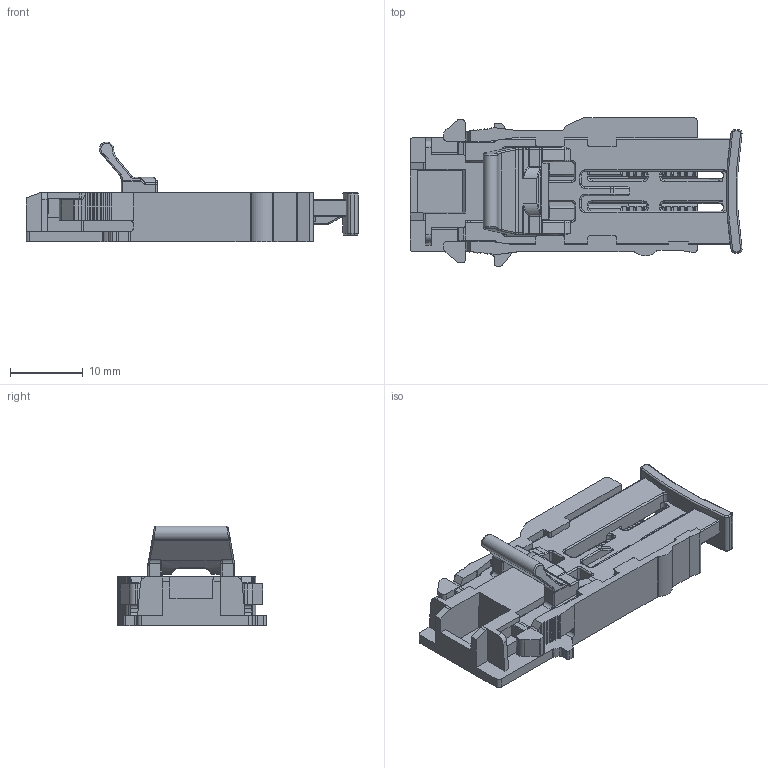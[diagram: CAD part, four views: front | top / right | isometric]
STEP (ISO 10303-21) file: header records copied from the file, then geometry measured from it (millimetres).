
FILE_DESCRIPTION((''),'2;1');
FILE_NAME('ZST_WA1_LI_MIT_SCHIEBER_3D_VOL','2014-08-14T',('Frank Ludolph'),(''),'PRO/ENGINEER BY PARAMETRIC TECHNOLOGY CORPORATION, 2013130','PRO/ENGINEER BY PARAMETRIC TECHNOLOGY CORPORATION, 2013130','');
FILE_SCHEMA(('CONFIG_CONTROL_DESIGN'));
Length unit declared in the file: millimetre
Products named in the file (1): ZST_WA1_LI_MIT_SCHIEBER_3D_VOL
Bounding box: 45.74 x 20.4 x 13.75 mm (x, y, z)
Volume: 3608.6 mm3; surface area: 4700 mm2
Topology: 1 solids, 1 shells, 909 faces, 2422 edges, 1492 vertices
Faces by surface type: plane 381, cylinder 345, torus 85, bspline 74, sphere 22, extrusion 2
Entity records: 31145 total; most frequent: CARTESIAN_POINT 9104, ORIENTED_EDGE 4844, DIRECTION 4355, EDGE_CURVE 2422, VERTEX_POINT 1492, AXIS2_PLACEMENT_3D 1469, VECTOR 1417, LINE 1415
